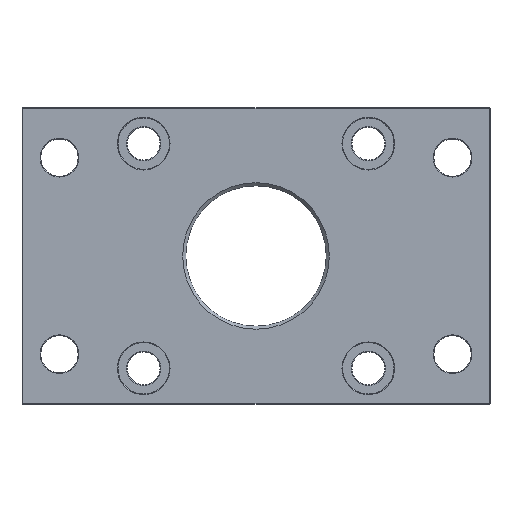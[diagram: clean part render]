
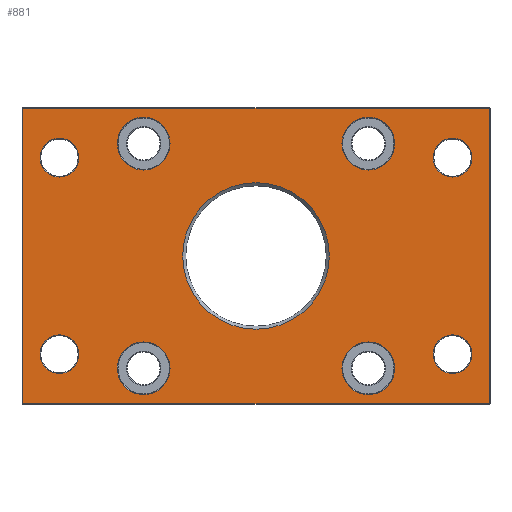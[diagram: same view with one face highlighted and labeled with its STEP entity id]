
A CAD part, top view. The second image highlights one B-rep face of the part: STEP entity #881.
In plain terms, the highlighted planar face has unit normal (0, 0, 1).
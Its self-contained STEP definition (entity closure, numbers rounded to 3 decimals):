
#75=CARTESIAN_POINT('',(74.8,-47.3,8.0));
#76=VERTEX_POINT('',#75);
#110=CARTESIAN_POINT('',(74.8,47.3,8.0));
#111=VERTEX_POINT('',#110);
#145=CARTESIAN_POINT('',(-74.8,-47.3,8.0));
#146=VERTEX_POINT('',#145);
#237=CARTESIAN_POINT('',(-74.8,47.3,8.0));
#238=VERTEX_POINT('',#237);
#537=CARTESIAN_POINT('',(-74.8,-47.3,8.0));
#538=DIRECTION('',(0.0,1.0,0.0));
#539=VECTOR('',#538,94.6);
#540=LINE('',#537,#539);
#541=EDGE_CURVE('',#146,#238,#540,.T.);
#559=CARTESIAN_POINT('',(-74.8,47.3,8.0));
#560=DIRECTION('',(1.0,0.0,0.0));
#561=VECTOR('',#560,149.6);
#562=LINE('',#559,#561);
#563=EDGE_CURVE('',#238,#111,#562,.T.);
#581=CARTESIAN_POINT('',(74.8,-47.3,8.0));
#582=DIRECTION('',(-1.0,0.0,0.0));
#583=VECTOR('',#582,149.6);
#584=LINE('',#581,#583);
#585=EDGE_CURVE('',#76,#146,#584,.T.);
#603=CARTESIAN_POINT('',(74.8,47.3,8.0));
#604=DIRECTION('',(0.0,-1.0,0.0));
#605=VECTOR('',#604,94.6);
#606=LINE('',#603,#605);
#607=EDGE_CURVE('',#111,#76,#606,.T.);
#771=CARTESIAN_POINT('',(0.0,0.,8.0));
#772=DIRECTION('',(0.0,0.0,1.0));
#773=DIRECTION('',(1.0,0.0,0.0));
#774=AXIS2_PLACEMENT_3D('',#771,#772,#773);
#775=PLANE('',#774);
#776=ORIENTED_EDGE('',*,*,#541,.F.);
#777=ORIENTED_EDGE('',*,*,#585,.F.);
#778=ORIENTED_EDGE('',*,*,#607,.F.);
#779=ORIENTED_EDGE('',*,*,#563,.F.);
#780=EDGE_LOOP('',(#776,#777,#778,#779));
#781=FACE_OUTER_BOUND('',#780,.T.);
#782=CARTESIAN_POINT('',(69.2,-31.5,8.0));
#783=VERTEX_POINT('',#782);
#784=CARTESIAN_POINT('',(63.,-31.5,8.0));
#785=DIRECTION('',(0.0,0.0,1.0));
#786=DIRECTION('',(-1.0,0.0,0.0));
#787=AXIS2_PLACEMENT_3D('',#784,#785,#786);
#788=CIRCLE('',#787,6.2);
#789=EDGE_CURVE('',#783,#783,#788,.T.);
#790=ORIENTED_EDGE('',*,*,#789,.F.);
#791=EDGE_LOOP('',(#790));
#792=FACE_BOUND('',#791,.T.);
#793=CARTESIAN_POINT('',(-27.55,-36.0,8.0));
#794=VERTEX_POINT('',#793);
#795=CARTESIAN_POINT('',(-36.0,-36.0,8.0));
#796=DIRECTION('',(0.0,0.0,1.0));
#797=DIRECTION('',(-1.0,0.0,0.0));
#798=AXIS2_PLACEMENT_3D('',#795,#796,#797);
#799=CIRCLE('',#798,8.45);
#800=EDGE_CURVE('',#794,#794,#799,.T.);
#801=ORIENTED_EDGE('',*,*,#800,.F.);
#802=EDGE_LOOP('',(#801));
#803=FACE_BOUND('',#802,.T.);
#804=CARTESIAN_POINT('',(69.2,31.5,8.0));
#805=VERTEX_POINT('',#804);
#806=CARTESIAN_POINT('',(63.,31.5,8.0));
#807=DIRECTION('',(0.0,0.0,1.0));
#808=DIRECTION('',(-1.0,0.0,0.0));
#809=AXIS2_PLACEMENT_3D('',#806,#807,#808);
#810=CIRCLE('',#809,6.2);
#811=EDGE_CURVE('',#805,#805,#810,.T.);
#812=ORIENTED_EDGE('',*,*,#811,.F.);
#813=EDGE_LOOP('',(#812));
#814=FACE_BOUND('',#813,.T.);
#815=CARTESIAN_POINT('',(-27.55,36.0,8.0));
#816=VERTEX_POINT('',#815);
#817=CARTESIAN_POINT('',(-36.0,36.0,8.0));
#818=DIRECTION('',(0.0,0.0,1.0));
#819=DIRECTION('',(-1.0,0.0,0.0));
#820=AXIS2_PLACEMENT_3D('',#817,#818,#819);
#821=CIRCLE('',#820,8.45);
#822=EDGE_CURVE('',#816,#816,#821,.T.);
#823=ORIENTED_EDGE('',*,*,#822,.F.);
#824=EDGE_LOOP('',(#823));
#825=FACE_BOUND('',#824,.T.);
#826=CARTESIAN_POINT('',(23.5,0.,8.0));
#827=VERTEX_POINT('',#826);
#828=CARTESIAN_POINT('',(0.0,0.0,8.0));
#829=DIRECTION('',(0.0,0.0,1.0));
#830=DIRECTION('',(-1.0,0.0,0.0));
#831=AXIS2_PLACEMENT_3D('',#828,#829,#830);
#832=CIRCLE('',#831,23.5);
#833=EDGE_CURVE('',#827,#827,#832,.T.);
#834=ORIENTED_EDGE('',*,*,#833,.F.);
#835=EDGE_LOOP('',(#834));
#836=FACE_BOUND('',#835,.T.);
#837=CARTESIAN_POINT('',(-56.8,31.5,8.0));
#838=VERTEX_POINT('',#837);
#839=CARTESIAN_POINT('',(-63.,31.5,8.0));
#840=DIRECTION('',(0.0,0.0,1.0));
#841=DIRECTION('',(-1.0,0.0,0.0));
#842=AXIS2_PLACEMENT_3D('',#839,#840,#841);
#843=CIRCLE('',#842,6.2);
#844=EDGE_CURVE('',#838,#838,#843,.T.);
#845=ORIENTED_EDGE('',*,*,#844,.F.);
#846=EDGE_LOOP('',(#845));
#847=FACE_BOUND('',#846,.T.);
#848=CARTESIAN_POINT('',(44.45,36.0,8.0));
#849=VERTEX_POINT('',#848);
#850=CARTESIAN_POINT('',(36.0,36.0,8.0));
#851=DIRECTION('',(0.0,0.0,1.0));
#852=DIRECTION('',(-1.0,0.0,0.0));
#853=AXIS2_PLACEMENT_3D('',#850,#851,#852);
#854=CIRCLE('',#853,8.45);
#855=EDGE_CURVE('',#849,#849,#854,.T.);
#856=ORIENTED_EDGE('',*,*,#855,.F.);
#857=EDGE_LOOP('',(#856));
#858=FACE_BOUND('',#857,.T.);
#859=CARTESIAN_POINT('',(-56.8,-31.5,8.0));
#860=VERTEX_POINT('',#859);
#861=CARTESIAN_POINT('',(-63.,-31.5,8.0));
#862=DIRECTION('',(0.0,0.0,1.0));
#863=DIRECTION('',(-1.0,0.0,0.0));
#864=AXIS2_PLACEMENT_3D('',#861,#862,#863);
#865=CIRCLE('',#864,6.2);
#866=EDGE_CURVE('',#860,#860,#865,.T.);
#867=ORIENTED_EDGE('',*,*,#866,.F.);
#868=EDGE_LOOP('',(#867));
#869=FACE_BOUND('',#868,.T.);
#870=CARTESIAN_POINT('',(44.45,-36.0,8.0));
#871=VERTEX_POINT('',#870);
#872=CARTESIAN_POINT('',(36.0,-36.0,8.0));
#873=DIRECTION('',(0.0,0.0,1.0));
#874=DIRECTION('',(-1.0,0.0,0.0));
#875=AXIS2_PLACEMENT_3D('',#872,#873,#874);
#876=CIRCLE('',#875,8.45);
#877=EDGE_CURVE('',#871,#871,#876,.T.);
#878=ORIENTED_EDGE('',*,*,#877,.F.);
#879=EDGE_LOOP('',(#878));
#880=FACE_BOUND('',#879,.T.);
#881=ADVANCED_FACE('',(#781,#792,#803,#814,#825,#836,#847,#858,#869,#880),#775,.T.);
